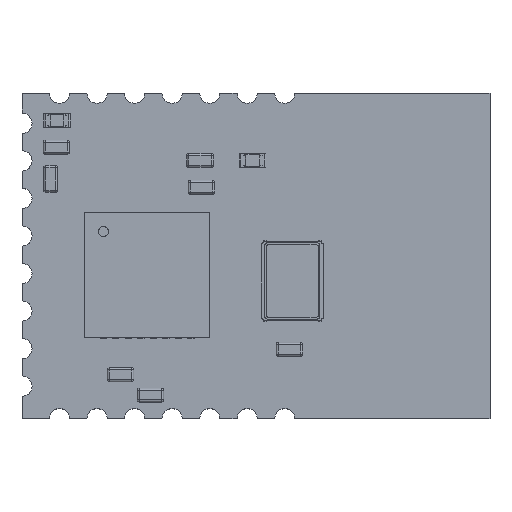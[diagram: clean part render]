
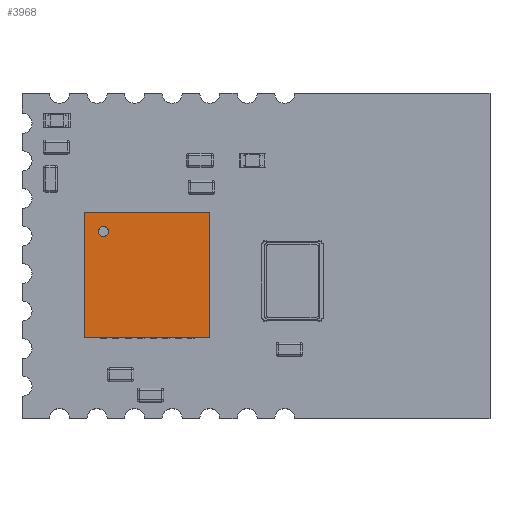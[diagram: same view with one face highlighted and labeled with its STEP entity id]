
A CAD part, top view. The second image highlights one B-rep face of the part: STEP entity #3968.
In plain terms, the highlighted planar face has unit normal (0, 0, 1).
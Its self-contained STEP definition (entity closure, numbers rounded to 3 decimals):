
#494 = VERTEX_POINT ( 'NONE', #26011 ) ;
#864 = DIRECTION ( 'NONE',  ( 1., 0., 0. ) ) ;
#1211 = EDGE_CURVE ( 'NONE', #4621, #494, #17076, .T. ) ;
#1800 = CARTESIAN_POINT ( 'NONE',  ( -1.55, 1.75, 0.75 ) ) ;
#2139 = DIRECTION ( 'NONE',  ( 0., 1., 0. ) ) ;
#2774 = VERTEX_POINT ( 'NONE', #23135 ) ;
#3015 = ORIENTED_EDGE ( 'NONE', *, *, #1211, .T. ) ;
#3917 = EDGE_CURVE ( 'NONE', #15208, #2774, #27160, .T. ) ;
#3968 = ADVANCED_FACE ( 'NONE', ( #19650, #17559 ), #21311, .T. ) ;
#4037 = AXIS2_PLACEMENT_3D ( 'NONE', #16201, #9690, #5820 ) ;
#4621 = VERTEX_POINT ( 'NONE', #1800 ) ;
#4667 = ORIENTED_EDGE ( 'NONE', *, *, #15443, .T. ) ;
#5237 = CARTESIAN_POINT ( 'NONE',  ( 0., -2.5, 0.75 ) ) ;
#5353 = VERTEX_POINT ( 'NONE', #10567 ) ;
#5519 = DIRECTION ( 'NONE',  ( 1., 0., 0. ) ) ;
#5766 = DIRECTION ( 'NONE',  ( -1., 0., 0. ) ) ;
#5820 = DIRECTION ( 'NONE',  ( 1., 0., 0. ) ) ;
#6600 = DIRECTION ( 'NONE',  ( 1., 0., 0. ) ) ;
#7012 = VECTOR ( 'NONE', #5766, 1000. ) ;
#7713 = ORIENTED_EDGE ( 'NONE', *, *, #13703, .T. ) ;
#9421 = CARTESIAN_POINT ( 'NONE',  ( 2.5, 2.5, 0.75 ) ) ;
#9517 = CARTESIAN_POINT ( 'NONE',  ( -1.75, 1.75, 0.75 ) ) ;
#9690 = DIRECTION ( 'NONE',  ( 0., 0., -1. ) ) ;
#10022 = VECTOR ( 'NONE', #5519, 1000. ) ;
#10567 = CARTESIAN_POINT ( 'NONE',  ( -2.5, -2.5, 0.75 ) ) ;
#10859 = CARTESIAN_POINT ( 'NONE',  ( 0., 0., 0.75 ) ) ;
#11020 = EDGE_CURVE ( 'NONE', #494, #4621, #14177, .T. ) ;
#11300 = VECTOR ( 'NONE', #15038, 1000. ) ;
#12662 = CARTESIAN_POINT ( 'NONE',  ( 0., 2.5, 0.75 ) ) ;
#12960 = ORIENTED_EDGE ( 'NONE', *, *, #3917, .T. ) ;
#13432 = EDGE_CURVE ( 'NONE', #5353, #19360, #22440, .T. ) ;
#13703 = EDGE_CURVE ( 'NONE', #2774, #5353, #25894, .T. ) ;
#14177 = CIRCLE ( 'NONE', #4037, 0.2 ) ;
#14662 = CARTESIAN_POINT ( 'NONE',  ( 2.5, 0., 0.75 ) ) ;
#14783 = CARTESIAN_POINT ( 'NONE',  ( 2.5, -2.5, 0.75 ) ) ;
#14793 = LINE ( 'NONE', #14662, #19041 ) ;
#15038 = DIRECTION ( 'NONE',  ( 0., -1., 0. ) ) ;
#15208 = VERTEX_POINT ( 'NONE', #9421 ) ;
#15443 = EDGE_CURVE ( 'NONE', #19360, #15208, #14793, .T. ) ;
#16201 = CARTESIAN_POINT ( 'NONE',  ( -1.75, 1.75, 0.75 ) ) ;
#17076 = CIRCLE ( 'NONE', #20629, 0.2 ) ;
#17559 = FACE_BOUND ( 'NONE', #18057, .T. ) ;
#18057 = EDGE_LOOP ( 'NONE', ( #3015, #26004 ) ) ;
#18577 = AXIS2_PLACEMENT_3D ( 'NONE', #10859, #25608, #6600 ) ;
#19041 = VECTOR ( 'NONE', #2139, 1000. ) ;
#19069 = ORIENTED_EDGE ( 'NONE', *, *, #13432, .T. ) ;
#19360 = VERTEX_POINT ( 'NONE', #14783 ) ;
#19650 = FACE_OUTER_BOUND ( 'NONE', #22602, .T. ) ;
#20629 = AXIS2_PLACEMENT_3D ( 'NONE', #9517, #21900, #864 ) ;
#21186 = CARTESIAN_POINT ( 'NONE',  ( -2.5, 0., 0.75 ) ) ;
#21311 = PLANE ( 'NONE',  #18577 ) ;
#21900 = DIRECTION ( 'NONE',  ( 0., 0., -1. ) ) ;
#22440 = LINE ( 'NONE', #5237, #10022 ) ;
#22602 = EDGE_LOOP ( 'NONE', ( #4667, #12960, #7713, #19069 ) ) ;
#23135 = CARTESIAN_POINT ( 'NONE',  ( -2.5, 2.5, 0.75 ) ) ;
#25608 = DIRECTION ( 'NONE',  ( 0., 0., 1. ) ) ;
#25894 = LINE ( 'NONE', #21186, #11300 ) ;
#26004 = ORIENTED_EDGE ( 'NONE', *, *, #11020, .T. ) ;
#26011 = CARTESIAN_POINT ( 'NONE',  ( -1.95, 1.75, 0.75 ) ) ;
#27160 = LINE ( 'NONE', #12662, #7012 ) ;
